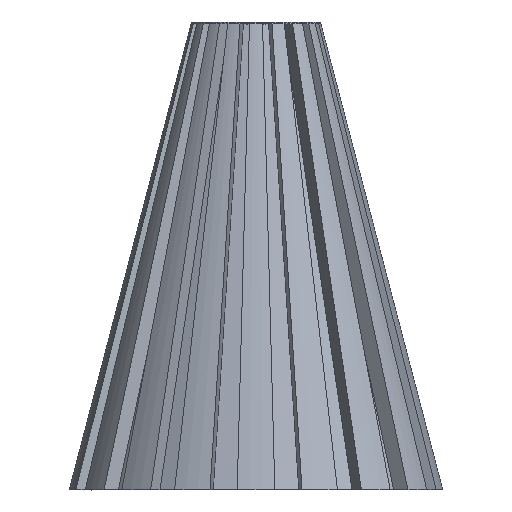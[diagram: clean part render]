
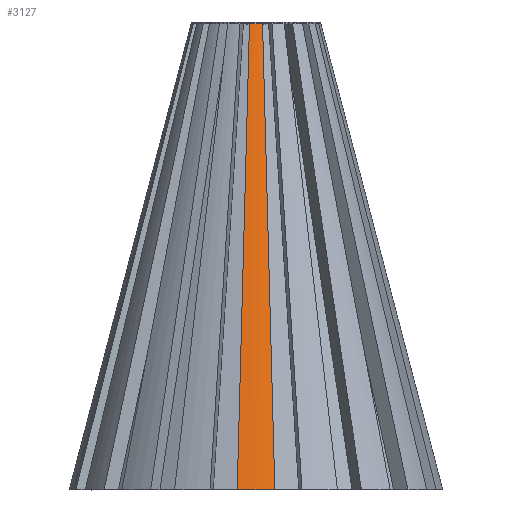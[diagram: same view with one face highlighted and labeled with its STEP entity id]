
A CAD part, left-side view. The second image highlights one B-rep face of the part: STEP entity #3127.
In plain terms, the highlighted conical face has half-angle 14.692 degrees and reference radius 20.32 mm.
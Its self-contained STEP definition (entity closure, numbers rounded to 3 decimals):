
#494 = VERTEX_POINT('',#495);
#495 = CARTESIAN_POINT('',(-20.217,2.042,0.));
#501 = EDGE_CURVE('',#494,#502,#504,.T.);
#502 = VERTEX_POINT('',#503);
#503 = CARTESIAN_POINT('',(-20.217,-2.042,0.));
#504 = CIRCLE('',#505,20.32);
#505 = AXIS2_PLACEMENT_3D('',#506,#507,#508);
#506 = CARTESIAN_POINT('',(0.,0.,0.));
#507 = DIRECTION('',(0.,0.,1.));
#508 = DIRECTION('',(1.,0.,0.));
#3107 = EDGE_CURVE('',#3108,#494,#3110,.T.);
#3108 = VERTEX_POINT('',#3109);
#3109 = CARTESIAN_POINT('',(-7.017,0.709,50.6));
#3110 = LINE('',#3111,#3112);
#3111 = CARTESIAN_POINT('',(0.,0.,77.497));
#3112 = VECTOR('',#3113,1.);
#3113 = DIRECTION('',(-0.252,0.025,-0.967)
  );
#3127 = ADVANCED_FACE('',(#3128),#3147,.T.);
#3128 = FACE_BOUND('',#3129,.T.);
#3129 = EDGE_LOOP('',(#3130,#3139,#3140,#3141));
#3130 = ORIENTED_EDGE('',*,*,#3131,.F.);
#3131 = EDGE_CURVE('',#3108,#3132,#3134,.T.);
#3132 = VERTEX_POINT('',#3133);
#3133 = CARTESIAN_POINT('',(-7.017,-0.709,50.6));
#3134 = CIRCLE('',#3135,7.052);
#3135 = AXIS2_PLACEMENT_3D('',#3136,#3137,#3138);
#3136 = CARTESIAN_POINT('',(0.,0.,50.6));
#3137 = DIRECTION('',(0.,0.,1.));
#3138 = DIRECTION('',(1.,0.,0.));
#3139 = ORIENTED_EDGE('',*,*,#3107,.T.);
#3140 = ORIENTED_EDGE('',*,*,#501,.T.);
#3141 = ORIENTED_EDGE('',*,*,#3142,.F.);
#3142 = EDGE_CURVE('',#3132,#502,#3143,.T.);
#3143 = LINE('',#3144,#3145);
#3144 = CARTESIAN_POINT('',(0.,0.,77.497));
#3145 = VECTOR('',#3146,1.);
#3146 = DIRECTION('',(-0.252,-0.025,-0.967
    ));
#3147 = CONICAL_SURFACE('',#3148,20.32,0.256);
#3148 = AXIS2_PLACEMENT_3D('',#3149,#3150,#3151);
#3149 = CARTESIAN_POINT('',(0.,0.,0.));
#3150 = DIRECTION('',(-0.,-0.,-1.));
#3151 = DIRECTION('',(1.,0.,0.));
